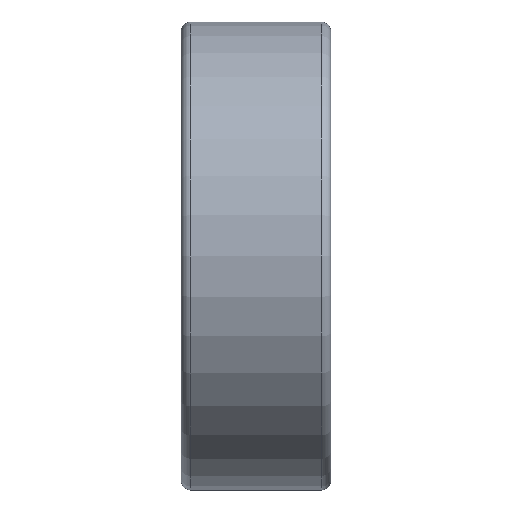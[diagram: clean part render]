
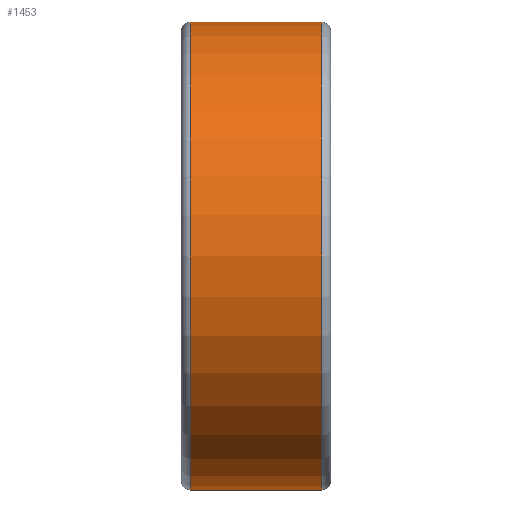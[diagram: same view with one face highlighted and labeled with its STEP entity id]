
A CAD part, front view. The second image highlights one B-rep face of the part: STEP entity #1453.
In plain terms, the highlighted cylindrical face has radius 125 mm (diameter 250 mm), a partial arc.
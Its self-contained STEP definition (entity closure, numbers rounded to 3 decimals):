
#20 = VERTEX_POINT ( 'NONE', #653 ) ;
#23 = CYLINDRICAL_SURFACE ( 'NONE', #2652, 125. ) ;
#115 = DIRECTION ( 'NONE',  ( 1., 0., 0. ) ) ;
#143 = VECTOR ( 'NONE', #885, 1000. ) ;
#165 = EDGE_CURVE ( 'NONE', #420, #603, #660, .T. ) ;
#245 = DIRECTION ( 'NONE',  ( 0., 0., 1. ) ) ;
#379 = CARTESIAN_POINT ( 'NONE',  ( 35., 0., -125. ) ) ;
#420 = VERTEX_POINT ( 'NONE', #379 ) ;
#421 = DIRECTION ( 'NONE',  ( -1., 0., 0. ) ) ;
#459 = CARTESIAN_POINT ( 'NONE',  ( 35., 0., 0. ) ) ;
#468 = EDGE_CURVE ( 'NONE', #897, #603, #2609, .T. ) ;
#491 = CARTESIAN_POINT ( 'NONE',  ( 0., 0., 125. ) ) ;
#603 = VERTEX_POINT ( 'NONE', #1872 ) ;
#653 = CARTESIAN_POINT ( 'NONE',  ( 35., 0., 125. ) ) ;
#660 = LINE ( 'NONE', #1084, #143 ) ;
#748 = CARTESIAN_POINT ( 'NONE',  ( 0., 0., 0. ) ) ;
#885 = DIRECTION ( 'NONE',  ( -1., 0., 0. ) ) ;
#897 = VERTEX_POINT ( 'NONE', #2430 ) ;
#932 = AXIS2_PLACEMENT_3D ( 'NONE', #459, #421, #245 ) ;
#1084 = CARTESIAN_POINT ( 'NONE',  ( 0., 0., -125. ) ) ;
#1246 = CARTESIAN_POINT ( 'NONE',  ( -35., 0., 0. ) ) ;
#1408 = FACE_OUTER_BOUND ( 'NONE', #2756, .T. ) ;
#1453 = ADVANCED_FACE ( 'NONE', ( #1408 ), #23, .T. ) ;
#1840 = ORIENTED_EDGE ( 'NONE', *, *, #165, .F. ) ;
#1872 = CARTESIAN_POINT ( 'NONE',  ( -35., 0., -125. ) ) ;
#1910 = LINE ( 'NONE', #491, #2192 ) ;
#2192 = VECTOR ( 'NONE', #2388, 1000. ) ;
#2350 = DIRECTION ( 'NONE',  ( -1., 0., 0. ) ) ;
#2388 = DIRECTION ( 'NONE',  ( -1., 0., 0. ) ) ;
#2430 = CARTESIAN_POINT ( 'NONE',  ( -35., 0., 125. ) ) ;
#2436 = ORIENTED_EDGE ( 'NONE', *, *, #2643, .T. ) ;
#2523 = ORIENTED_EDGE ( 'NONE', *, *, #2928, .T. ) ;
#2526 = DIRECTION ( 'NONE',  ( 0., 0., -1. ) ) ;
#2582 = CIRCLE ( 'NONE', #932, 125. ) ;
#2605 = ORIENTED_EDGE ( 'NONE', *, *, #468, .T. ) ;
#2609 = CIRCLE ( 'NONE', #2846, 125. ) ;
#2643 = EDGE_CURVE ( 'NONE', #420, #20, #2582, .T. ) ;
#2652 = AXIS2_PLACEMENT_3D ( 'NONE', #748, #2350, #2793 ) ;
#2756 = EDGE_LOOP ( 'NONE', ( #1840, #2436, #2523, #2605 ) ) ;
#2793 = DIRECTION ( 'NONE',  ( 0., 0., 1. ) ) ;
#2846 = AXIS2_PLACEMENT_3D ( 'NONE', #1246, #115, #2526 ) ;
#2928 = EDGE_CURVE ( 'NONE', #20, #897, #1910, .T. ) ;
